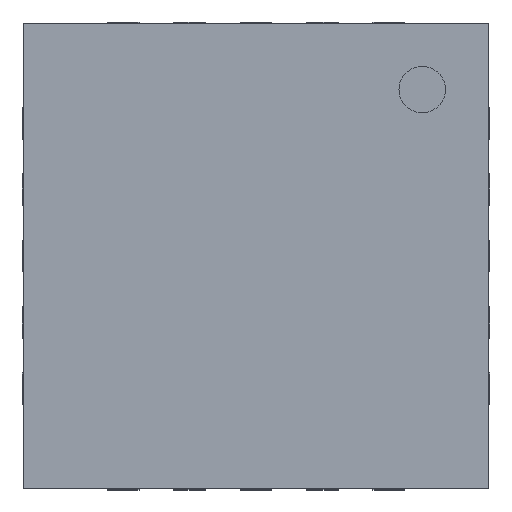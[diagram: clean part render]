
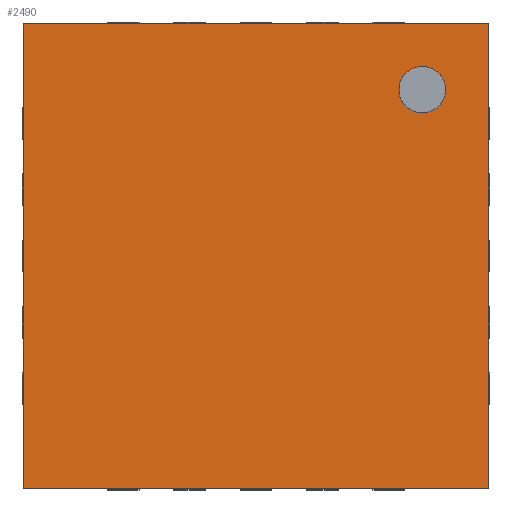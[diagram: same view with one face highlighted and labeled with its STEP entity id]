
A CAD part, top view. The second image highlights one B-rep face of the part: STEP entity #2490.
In plain terms, the highlighted planar face has unit normal (0, 0, 1).
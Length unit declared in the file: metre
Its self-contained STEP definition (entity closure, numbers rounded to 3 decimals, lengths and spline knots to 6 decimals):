
#61=CIRCLE('',#3464,0.000175);
#228=ORIENTED_EDGE('',*,*,#898,.F.);
#229=ORIENTED_EDGE('',*,*,#871,.F.);
#230=ORIENTED_EDGE('',*,*,#884,.T.);
#231=ORIENTED_EDGE('',*,*,#891,.T.);
#232=ORIENTED_EDGE('',*,*,#892,.F.);
#871=EDGE_CURVE('',#1219,#1220,#1420,.T.);
#884=EDGE_CURVE('',#1219,#1221,#1433,.T.);
#891=EDGE_CURVE('',#1221,#1222,#1440,.T.);
#892=EDGE_CURVE('',#1220,#1222,#1441,.T.);
#898=EDGE_CURVE('',#1223,#1223,#61,.T.);
#1219=VERTEX_POINT('',#4457);
#1220=VERTEX_POINT('',#4459);
#1221=VERTEX_POINT('',#4473);
#1222=VERTEX_POINT('',#4482);
#1223=VERTEX_POINT('',#4493);
#1420=LINE('',#4458,#1727);
#1433=LINE('',#4474,#1740);
#1440=LINE('',#4483,#1747);
#1441=LINE('',#4485,#1748);
#1727=VECTOR('',#3730,1.);
#1740=VECTOR('',#3745,1.);
#1747=VECTOR('',#3754,1.);
#1748=VECTOR('',#3757,1.);
#1970=EDGE_LOOP('',(#228));
#1971=EDGE_LOOP('',(#229,#230,#231,#232));
#2107=FACE_BOUND('',#1970,.T.);
#2108=FACE_BOUND('',#1971,.T.);
#2243=PLANE('',#3463);
#2490=ADVANCED_FACE('',(#2107,#2108),#2243,.T.);
#3463=AXIS2_PLACEMENT_3D('',#4491,#3763,#3764);
#3464=AXIS2_PLACEMENT_3D('',#4492,#3765,#3766);
#3730=DIRECTION('',(0.,-1.,0.));
#3745=DIRECTION('',(-1.,0.,0.));
#3754=DIRECTION('',(0.,-1.,0.));
#3757=DIRECTION('',(-1.,0.,0.));
#3763=DIRECTION('',(0.,0.,1.));
#3764=DIRECTION('',(1.,0.,0.));
#3765=DIRECTION('',(0.,0.,1.));
#3766=DIRECTION('',(1.,0.,0.));
#4457=CARTESIAN_POINT('',(0.00175,0.00175,0.00085));
#4458=CARTESIAN_POINT('',(0.00175,0.,0.00085));
#4459=CARTESIAN_POINT('',(0.00175,-0.00175,0.00085));
#4473=CARTESIAN_POINT('',(-0.00175,0.00175,0.00085));
#4474=CARTESIAN_POINT('',(0.,0.00175,0.00085));
#4482=CARTESIAN_POINT('',(-0.00175,-0.00175,0.00085));
#4483=CARTESIAN_POINT('',(-0.00175,0.,0.00085));
#4485=CARTESIAN_POINT('',(0.,-0.00175,0.00085));
#4491=CARTESIAN_POINT('',(0.,0.,0.00085));
#4492=CARTESIAN_POINT('',(0.00125,0.00125,0.00085));
#4493=CARTESIAN_POINT('',(0.001425,0.00125,0.00085));
